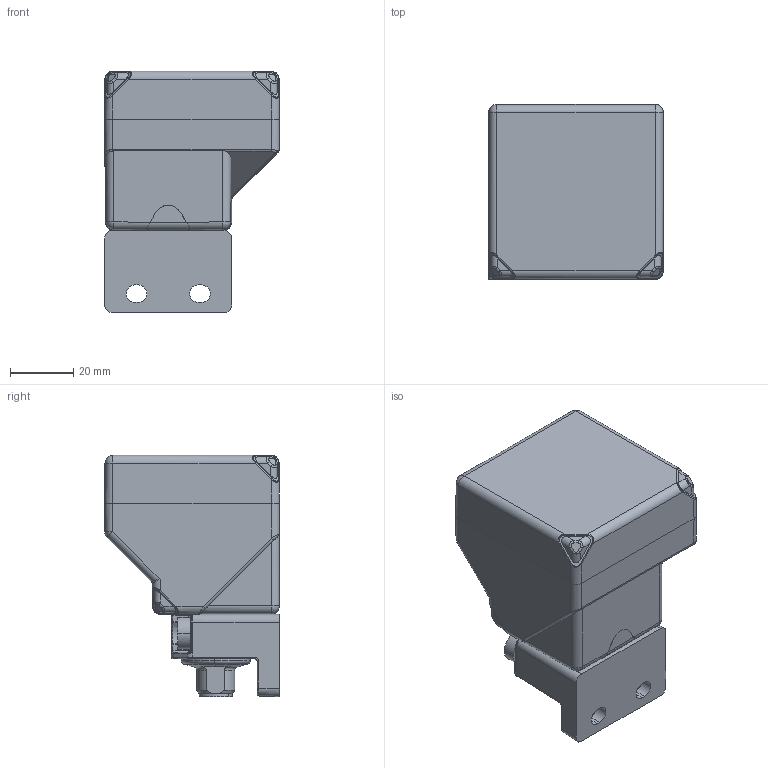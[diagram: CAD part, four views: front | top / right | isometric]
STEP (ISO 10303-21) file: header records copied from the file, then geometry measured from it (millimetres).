
FILE_DESCRIPTION((''),'2;1');
FILE_NAME('CAD-9226_SW0001','2024-12-06T10:20:34',('creinig-se'),(''),'CREO PARAMETRIC BY PTC INC, 2022284','CREO PARAMETRIC BY PTC INC, 2022284','');
FILE_SCHEMA(('CONFIG_CONTROL_DESIGN','SHAPE_APPEARANCE_LAYERS_GROUPS'));
Length unit declared in the file: millimetre
Products named in the file (1): CAD-9226_SW0001
Bounding box: 55.15 x 55.15 x 76.15 mm (x, y, z)
Volume: 144529 mm3; surface area: 24118.8 mm2
Topology: 1 solids, 3 shells, 671 faces, 1824 edges, 1218 vertices
Faces by surface type: cylinder 279, plane 217, bspline 75, cone 39, torus 39, sphere 21, extrusion 1
Entity records: 32031 total; most frequent: CARTESIAN_POINT 10865, ORIENTED_EDGE 3490, DIRECTION 3146, EDGE_CURVE 1745, AXIS2_PLACEMENT_3D 1172, VERTEX_POINT 1084, VECTOR 802, LINE 801
